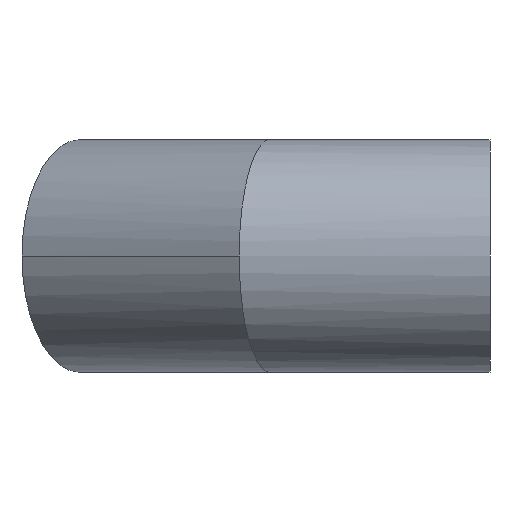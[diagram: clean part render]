
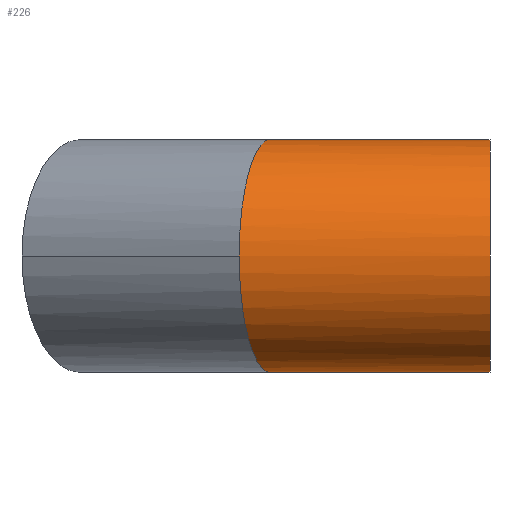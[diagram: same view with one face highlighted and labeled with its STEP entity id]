
A CAD part, left-side view. The second image highlights one B-rep face of the part: STEP entity #226.
In plain terms, the highlighted cylindrical face has radius 90 mm (diameter 180 mm), a partial arc.
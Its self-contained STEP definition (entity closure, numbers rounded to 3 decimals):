
#17 = VERTEX_POINT ( 'NONE', #38 ) ;
#21 = DIRECTION ( 'NONE',  ( 0., 1., 0. ) ) ;
#29 = CARTESIAN_POINT ( 'NONE',  ( -90., 193.995, 52.721 ) ) ;
#36 = VERTEX_POINT ( 'NONE', #208 ) ;
#38 = CARTESIAN_POINT ( 'NONE',  ( 0., 0., -90. ) ) ;
#40 = EDGE_LOOP ( 'NONE', ( #365, #190, #188, #247, #163 ) ) ;
#52 = LINE ( 'NONE', #343, #281 ) ;
#56 = EDGE_CURVE ( 'NONE', #36, #71, #302, .T. ) ;
#57 = CARTESIAN_POINT ( 'NONE',  ( 0., 0., 90. ) ) ;
#63 = AXIS2_PLACEMENT_3D ( 'NONE', #286, #92, #315 ) ;
#71 = VERTEX_POINT ( 'NONE', #351 ) ;
#92 = DIRECTION ( 'NONE',  ( 0., 1., 0. ) ) ;
#119 = CARTESIAN_POINT ( 'NONE',  ( 0., 0., 90. ) ) ;
#120 = DIRECTION ( 'NONE',  ( 0., 1., 0. ) ) ;
#133 = VERTEX_POINT ( 'NONE', #119 ) ;
#151 = EDGE_CURVE ( 'NONE', #228, #36, #377, .T. ) ;
#152 = CARTESIAN_POINT ( 'NONE',  ( -90., 193.995, 0. ) ) ;
#156 = EDGE_CURVE ( 'NONE', #17, #133, #233, .T. ) ;
#163 = ORIENTED_EDGE ( 'NONE', *, *, #56, .T. ) ;
#169 = CARTESIAN_POINT ( 'NONE',  ( -90., 193.995, -52.721 ) ) ;
#173 = DIRECTION ( 'NONE',  ( 0., 1., 0. ) ) ;
#177 = CARTESIAN_POINT ( 'NONE',  ( 0., 169.88, 90. ) ) ;
#179 = FACE_OUTER_BOUND ( 'NONE', #40, .T. ) ;
#188 = ORIENTED_EDGE ( 'NONE', *, *, #235, .T. ) ;
#190 = ORIENTED_EDGE ( 'NONE', *, *, #156, .T. ) ;
#198 = CARTESIAN_POINT ( 'NONE',  ( -90., 193.995, 0. ) ) ;
#201 = CYLINDRICAL_SURFACE ( 'NONE', #374, 90. ) ;
#208 = CARTESIAN_POINT ( 'NONE',  ( -90., 193.995, 0. ) ) ;
#226 = ADVANCED_FACE ( 'NONE', ( #179 ), #201, .T. ) ;
#228 = VERTEX_POINT ( 'NONE', #287 ) ;
#232 = CARTESIAN_POINT ( 'NONE',  ( -52.721, 184.006, -90. ) ) ;
#233 = CIRCLE ( 'NONE', #63, 90. ) ;
#234 = CARTESIAN_POINT ( 'NONE',  ( 0., 0., 0. ) ) ;
#235 = EDGE_CURVE ( 'NONE', #133, #228, #258, .T. ) ;
#247 = ORIENTED_EDGE ( 'NONE', *, *, #151, .T. ) ;
#258 = LINE ( 'NONE', #57, #375 ) ;
#281 = VECTOR ( 'NONE', #21, 1000. ) ;
#286 = CARTESIAN_POINT ( 'NONE',  ( 0., 0., 0. ) ) ;
#287 = CARTESIAN_POINT ( 'NONE',  ( 0., 169.88, 90. ) ) ;
#289 = CARTESIAN_POINT ( 'NONE',  ( 0., 169.88, -90. ) ) ;
#292 = CARTESIAN_POINT ( 'NONE',  ( -52.721, 184.006, 90. ) ) ;
#302 =( BOUNDED_CURVE ( )  B_SPLINE_CURVE ( 3, ( #198, #169, #232, #289 ),
 .UNSPECIFIED., .F., .F. ) 
 B_SPLINE_CURVE_WITH_KNOTS ( ( 4, 4 ),
 ( 0., 1.571 ),
 .UNSPECIFIED. ) 
 CURVE ( )  GEOMETRIC_REPRESENTATION_ITEM ( )  RATIONAL_B_SPLINE_CURVE ( ( 1., 0.805, 0.805, 1. ) ) 
 REPRESENTATION_ITEM ( '' )  );
#315 = DIRECTION ( 'NONE',  ( 0., 0., 1. ) ) ;
#325 = DIRECTION ( 'NONE',  ( 0., 0., 1. ) ) ;
#343 = CARTESIAN_POINT ( 'NONE',  ( 0., 0., -90. ) ) ;
#351 = CARTESIAN_POINT ( 'NONE',  ( 0., 169.88, -90. ) ) ;
#357 = EDGE_CURVE ( 'NONE', #17, #71, #52, .T. ) ;
#365 = ORIENTED_EDGE ( 'NONE', *, *, #357, .F. ) ;
#374 = AXIS2_PLACEMENT_3D ( 'NONE', #234, #173, #325 ) ;
#375 = VECTOR ( 'NONE', #120, 1000. ) ;
#377 =( BOUNDED_CURVE ( )  B_SPLINE_CURVE ( 3, ( #177, #292, #29, #152 ),
 .UNSPECIFIED., .F., .F. ) 
 B_SPLINE_CURVE_WITH_KNOTS ( ( 4, 4 ),
 ( 4.712, 6.283 ),
 .UNSPECIFIED. ) 
 CURVE ( )  GEOMETRIC_REPRESENTATION_ITEM ( )  RATIONAL_B_SPLINE_CURVE ( ( 1., 0.805, 0.805, 1. ) ) 
 REPRESENTATION_ITEM ( '' )  );
